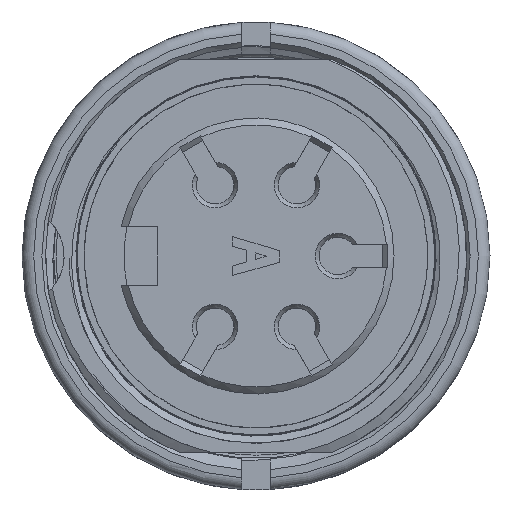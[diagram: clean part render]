
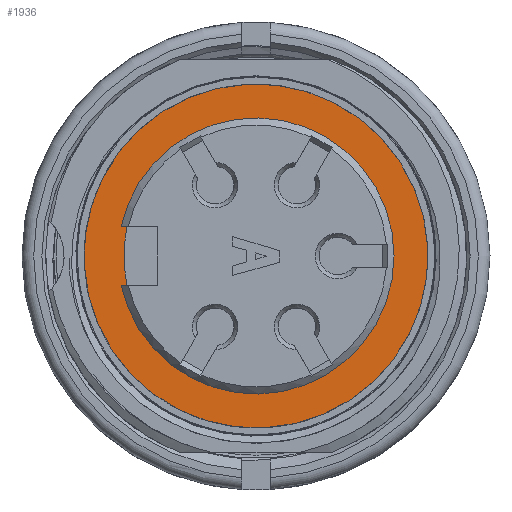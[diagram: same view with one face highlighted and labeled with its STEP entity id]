
A CAD part, front view. The second image highlights one B-rep face of the part: STEP entity #1936.
In plain terms, the highlighted planar face has unit normal (0, -1, 0).
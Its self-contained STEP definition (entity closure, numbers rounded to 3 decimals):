
#1260=FACE_BOUND('',#2856,.T.);
#1261=FACE_BOUND('',#2857,.T.);
#1455=PLANE('',#9289);
#1936=ADVANCED_FACE('',(#1260,#1261),#1455,.T.);
#2856=EDGE_LOOP('',(#5380,#5381,#5382,#5383));
#2857=EDGE_LOOP('',(#5384));
#3488=CIRCLE('',#9282,5.9);
#3489=CIRCLE('',#9285,5.65);
#3490=CIRCLE('',#9288,7.35);
#5380=ORIENTED_EDGE('',*,*,#7647,.F.);
#5381=ORIENTED_EDGE('',*,*,#7646,.T.);
#5382=ORIENTED_EDGE('',*,*,#7644,.F.);
#5383=ORIENTED_EDGE('',*,*,#7640,.T.);
#5384=ORIENTED_EDGE('',*,*,#7648,.T.);
#6551=VERTEX_POINT('',#18626);
#6552=VERTEX_POINT('',#18627);
#6553=VERTEX_POINT('',#18632);
#6554=VERTEX_POINT('',#18636);
#6555=VERTEX_POINT('',#18642);
#7640=EDGE_CURVE('',#6551,#6552,#3488,.T.);
#7644=EDGE_CURVE('',#6551,#6553,#8346,.T.);
#7646=EDGE_CURVE('',#6554,#6553,#3489,.T.);
#7647=EDGE_CURVE('',#6554,#6552,#8348,.T.);
#7648=EDGE_CURVE('',#6555,#6555,#3490,.T.);
#8346=LINE('',#18633,#8925);
#8348=LINE('',#18639,#8927);
#8925=VECTOR('',#10607,1.);
#8927=VECTOR('',#10615,1.);
#9282=AXIS2_PLACEMENT_3D('',#18625,#10600,#10601);
#9285=AXIS2_PLACEMENT_3D('',#18637,#10611,#10612);
#9288=AXIS2_PLACEMENT_3D('',#18641,#10618,#10619);
#9289=AXIS2_PLACEMENT_3D('',#18643,#10620,#10621);
#10600=DIRECTION('',(0.,1.,0.));
#10601=DIRECTION('',(0.,0.,-1.));
#10607=DIRECTION('',(1.,0.,0.));
#10611=DIRECTION('',(0.,1.,0.));
#10612=DIRECTION('',(0.547,0.,-0.837));
#10615=DIRECTION('',(-1.,0.,0.));
#10618=DIRECTION('',(0.,-1.,0.));
#10619=DIRECTION('',(0.547,0.,-0.837));
#10620=DIRECTION('',(0.,-1.,0.));
#10621=DIRECTION('',(0.837,0.,0.547));
#18625=CARTESIAN_POINT('',(0.596,-17.756,0.));
#18626=CARTESIAN_POINT('',(-5.17,-17.756,1.25));
#18627=CARTESIAN_POINT('',(-5.17,-17.756,-1.25));
#18632=CARTESIAN_POINT('',(-4.914,-17.756,1.25));
#18633=CARTESIAN_POINT('',(0.596,-17.756,1.25));
#18636=CARTESIAN_POINT('',(-4.914,-17.756,-1.25));
#18637=CARTESIAN_POINT('',(0.596,-17.756,0.));
#18639=CARTESIAN_POINT('',(0.596,-17.756,-1.25));
#18641=CARTESIAN_POINT('',(0.596,-17.756,0.));
#18642=CARTESIAN_POINT('',(4.616,-17.756,-6.153));
#18643=CARTESIAN_POINT('',(0.596,-17.756,0.));
